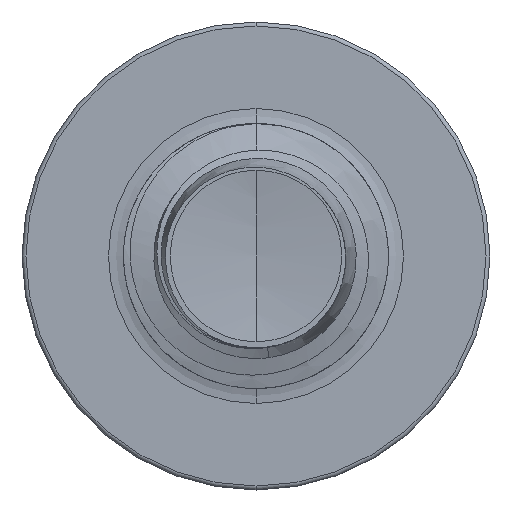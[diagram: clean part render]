
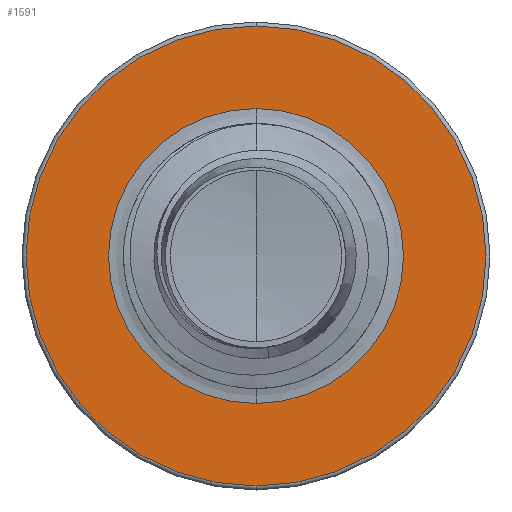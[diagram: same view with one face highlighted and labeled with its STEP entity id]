
A CAD part, front view. The second image highlights one B-rep face of the part: STEP entity #1591.
In plain terms, the highlighted planar face has unit normal (0, -1, 0).
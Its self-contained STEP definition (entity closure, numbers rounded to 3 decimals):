
#1027 = DIRECTION ( 'NONE',  ( 0., 0., 1. ) ) ;
#1393 = EDGE_CURVE ( 'NONE', #12345, #15894, #3439, .T. ) ;
#1511 = EDGE_LOOP ( 'NONE', ( #15255, #9397 ) ) ;
#1591 = ADVANCED_FACE ( 'NONE', ( #20897, #2866 ), #21281, .F. ) ;
#2866 = FACE_BOUND ( 'NONE', #1511, .T. ) ;
#3012 = CIRCLE ( 'NONE', #6022, 1.67 ) ;
#3439 = CIRCLE ( 'NONE', #12814, 2.605 ) ;
#3947 = AXIS2_PLACEMENT_3D ( 'NONE', #15352, #4734, #17066 ) ;
#4734 = DIRECTION ( 'NONE',  ( 0., 1., 0. ) ) ;
#5043 = CARTESIAN_POINT ( 'NONE',  ( 0., 8.5, -1.67 ) ) ;
#5638 = CARTESIAN_POINT ( 'NONE',  ( 0., 8.5, -1.67 ) ) ;
#5720 = ORIENTED_EDGE ( 'NONE', *, *, #1393, .F. ) ;
#6022 = AXIS2_PLACEMENT_3D ( 'NONE', #22017, #11738, #1027 ) ;
#6208 = ORIENTED_EDGE ( 'NONE', *, *, #17568, .F. ) ;
#6702 = DIRECTION ( 'NONE',  ( 0., 1., 0. ) ) ;
#8672 = CIRCLE ( 'NONE', #3947, 2.605 ) ;
#9397 = ORIENTED_EDGE ( 'NONE', *, *, #21778, .T. ) ;
#11364 = CIRCLE ( 'NONE', #11973, 1.67 ) ;
#11738 = DIRECTION ( 'NONE',  ( 0., 1., 0. ) ) ;
#11973 = AXIS2_PLACEMENT_3D ( 'NONE', #17206, #6702, #18880 ) ;
#12345 = VERTEX_POINT ( 'NONE', #13697 ) ;
#12814 = AXIS2_PLACEMENT_3D ( 'NONE', #14012, #20504, #13612 ) ;
#13286 = CARTESIAN_POINT ( 'NONE',  ( 0., 8.5, 1.67 ) ) ;
#13612 = DIRECTION ( 'NONE',  ( 0., 0., 1. ) ) ;
#13697 = CARTESIAN_POINT ( 'NONE',  ( 0., 8.5, 2.605 ) ) ;
#14012 = CARTESIAN_POINT ( 'NONE',  ( 0., 8.5, 0. ) ) ;
#15255 = ORIENTED_EDGE ( 'NONE', *, *, #22101, .T. ) ;
#15352 = CARTESIAN_POINT ( 'NONE',  ( 0., 8.5, 0. ) ) ;
#15682 = EDGE_LOOP ( 'NONE', ( #5720, #6208 ) ) ;
#15894 = VERTEX_POINT ( 'NONE', #19393 ) ;
#17066 = DIRECTION ( 'NONE',  ( 0., 0., 1. ) ) ;
#17206 = CARTESIAN_POINT ( 'NONE',  ( 0., 8.5, 0. ) ) ;
#17568 = EDGE_CURVE ( 'NONE', #15894, #12345, #8672, .T. ) ;
#18880 = DIRECTION ( 'NONE',  ( 0., 0., 1. ) ) ;
#19393 = CARTESIAN_POINT ( 'NONE',  ( 0., 8.5, -2.605 ) ) ;
#19747 = DIRECTION ( 'NONE',  ( 0., 0., 1. ) ) ;
#20407 = VERTEX_POINT ( 'NONE', #5638 ) ;
#20504 = DIRECTION ( 'NONE',  ( 0., 1., 0. ) ) ;
#20559 = DIRECTION ( 'NONE',  ( 0., 1., 0. ) ) ;
#20809 = AXIS2_PLACEMENT_3D ( 'NONE', #5043, #20559, #19747 ) ;
#20897 = FACE_OUTER_BOUND ( 'NONE', #15682, .T. ) ;
#21281 = PLANE ( 'NONE',  #20809 ) ;
#21724 = VERTEX_POINT ( 'NONE', #13286 ) ;
#21778 = EDGE_CURVE ( 'NONE', #20407, #21724, #3012, .T. ) ;
#22017 = CARTESIAN_POINT ( 'NONE',  ( 0., 8.5, 0. ) ) ;
#22101 = EDGE_CURVE ( 'NONE', #21724, #20407, #11364, .T. ) ;
